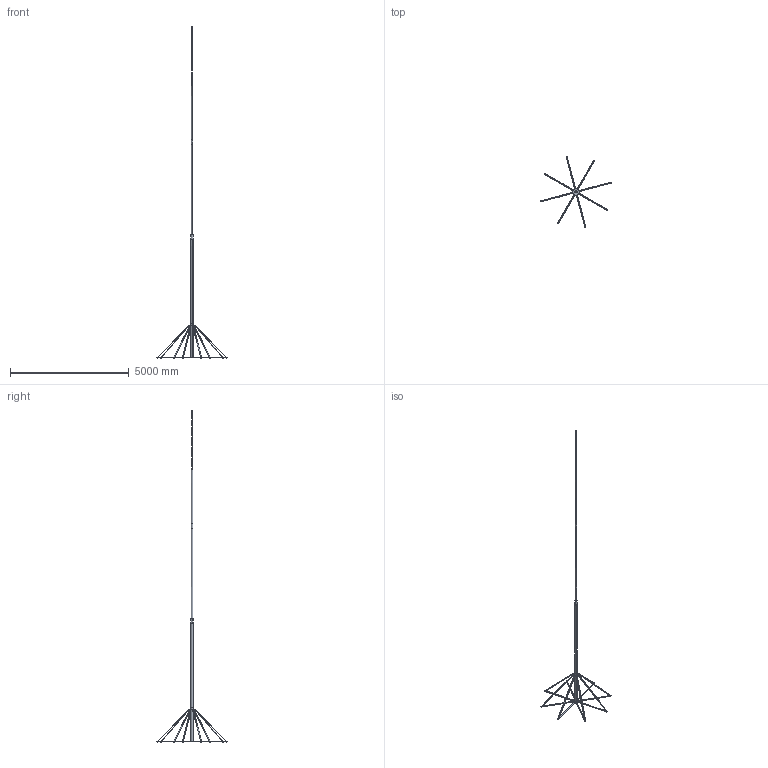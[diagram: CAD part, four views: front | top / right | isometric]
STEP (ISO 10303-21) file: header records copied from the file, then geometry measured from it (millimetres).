
FILE_DESCRIPTION(/* description */ (''),/* implementation_level */ '2;1');
FILE_NAME(/* name */ '5400814',/* time_stamp */ '2015-12-11T15:43:09+01:00',/* author */ (''),/* organization */ (''),/* preprocessor_version */ 'ST-DEVELOPER v15',/* originating_system */ '',/* authorisation */ '');
FILE_SCHEMA (('CONFIG_CONTROL_DESIGN'));
Length unit declared in the file: millimetre
Products named in the file (2): Document; Block 01
Assembly tree (1 placements, depth 2):
  Document
    Block 01
Bounding box: 2998.42 x 2998.42 x 14003.87 mm (x, y, z)
Volume: 60919184.8 mm3; surface area: 8418384.6 mm2
Topology: 21 solids, 21 shells, 665 faces, 1838 edges, 1217 vertices
Faces by surface type: plane 533, bspline 132
Entity records: 20607 total; most frequent: CARTESIAN_POINT 8533, ORIENTED_EDGE 3672, EDGE_CURVE 1836, B_SPLINE_CURVE_WITH_KNOTS 1443, VERTEX_POINT 1217, EDGE_LOOP 709, ADVANCED_FACE 665, FACE_OUTER_BOUND 665
